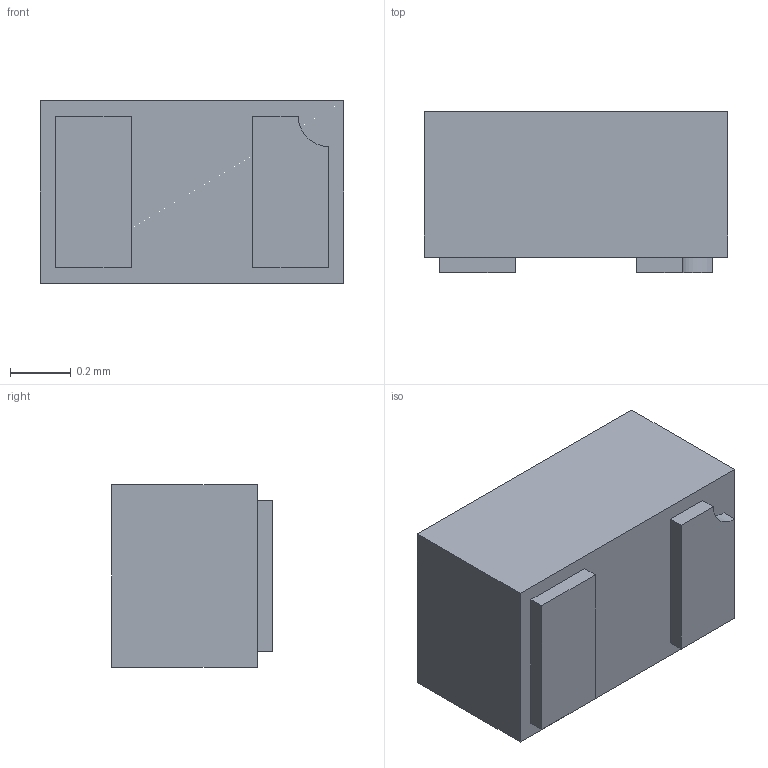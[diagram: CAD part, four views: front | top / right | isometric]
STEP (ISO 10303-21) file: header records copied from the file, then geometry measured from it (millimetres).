
FILE_DESCRIPTION (( 'STEP AP214' ), '1' );
FILE_NAME ('BZT52C9V1LP-7.STEP', '2018-09-20T22:04:22', ( '' ), ( '' ), 'SwSTEP 2.0', 'SolidWorks 2017', '' );
FILE_SCHEMA (( 'AUTOMOTIVE_DESIGN' ));
Length unit declared in the file: millimetre
Products named in the file (1): BZT52C9V1LP-7
Bounding box: 1 x 0.53 x 0.6 mm (x, y, z)
Volume: 0.3 mm3; surface area: 3.4 mm2
Topology: 3 solids, 3 shells, 19 faces, 39 edges, 26 vertices
Faces by surface type: plane 18, cylinder 1
Entity records: 547 total; most frequent: CARTESIAN_POINT 85, DIRECTION 81, ORIENTED_EDGE 78, EDGE_CURVE 39, VECTOR 37, LINE 37, VERTEX_POINT 26, AXIS2_PLACEMENT_3D 22
